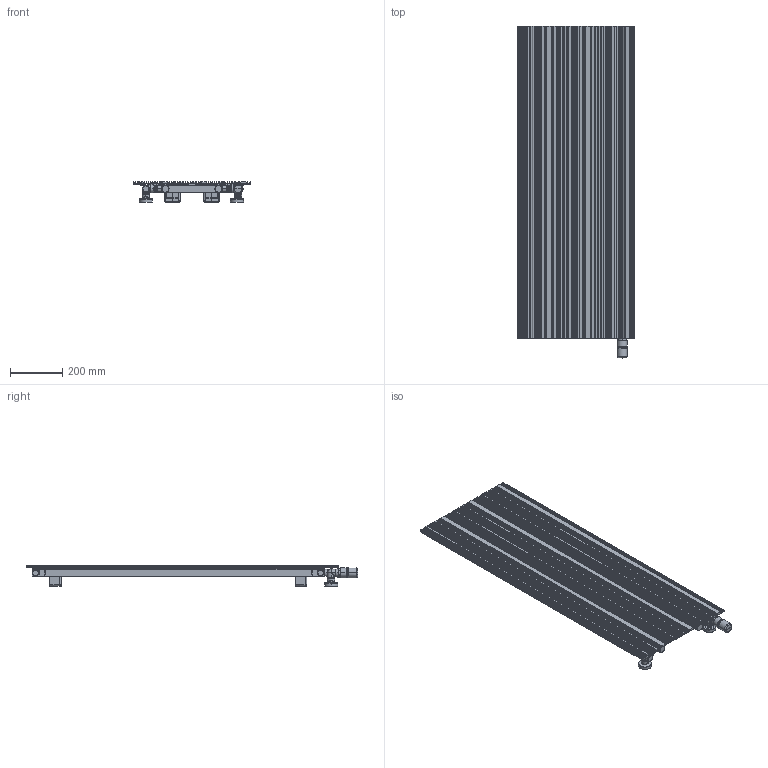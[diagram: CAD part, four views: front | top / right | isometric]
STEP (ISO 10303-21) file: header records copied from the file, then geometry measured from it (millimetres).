
FILE_DESCRIPTION((''),'2;1');
FILE_NAME('TESSUTO_3EL_1200','2021-11-04T14:49:54',('PC132'),(''),'CREO PARAMETRIC BY PTC INC, 2019080','CREO PARAMETRIC BY PTC INC, 2019080','');
FILE_SCHEMA(('AUTOMOTIVE_DESIGN { 1 0 10303 214 1 1 1 1 }'));
Products named in the file (1): TESSUTO_3EL_1200
Bounding box: 452 x 1275 x 77 mm (x, y, z)
Volume: 6816073.4 mm3; surface area: 2306725.5 mm2
Topology: 5 solids, 5 shells, 2743 faces, 7094 edges, 4331 vertices
Faces by surface type: plane 1424, cylinder 844, torus 216, bspline 136, cone 115, sphere 8
Entity records: 161582 total; most frequent: CARTESIAN_POINT 55372, ORIENTED_EDGE 14178, DIRECTION 14175, PRESENTATION_STYLE_ASSIGNMENT 9250, STYLED_ITEM 7096, CURVE_STYLE 7091, EDGE_CURVE 7089, AXIS2_PLACEMENT_3D 5032
